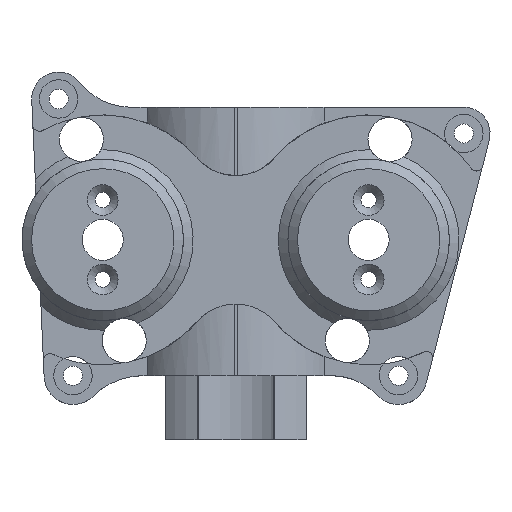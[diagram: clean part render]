
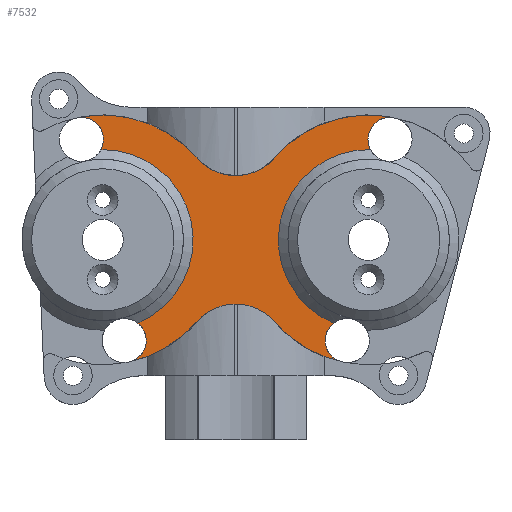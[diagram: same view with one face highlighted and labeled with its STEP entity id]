
A CAD part, top view. The second image highlights one B-rep face of the part: STEP entity #7532.
In plain terms, the highlighted planar face has unit normal (0, 0, 1).
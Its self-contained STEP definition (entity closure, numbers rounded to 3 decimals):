
#889=PLANE('',#7892);
#1270=FACE_OUTER_BOUND('',#1710,.T.);
#1710=EDGE_LOOP('',(#6938,#6939,#6940,#6941,#6942,#6943,#6944,#6945,#6946,
#6947,#6948,#6949,#6950,#6951));
#2839=CIRCLE('',#7737,14.1);
#2840=CIRCLE('',#7739,14.1);
#2847=CIRCLE('',#7763,19.5);
#2853=CIRCLE('',#7770,8.);
#2856=CIRCLE('',#7774,19.5);
#2863=CIRCLE('',#7784,19.5);
#2865=CIRCLE('',#7787,8.);
#2867=CIRCLE('',#7790,19.5);
#2910=CIRCLE('',#7864,3.45);
#2914=CIRCLE('',#7872,3.45);
#2916=CIRCLE('',#7874,3.45);
#2918=CIRCLE('',#7877,3.45);
#2922=CIRCLE('',#7885,3.45);
#2924=CIRCLE('',#7887,3.45);
#3491=VERTEX_POINT('',#14035);
#3492=VERTEX_POINT('',#14044);
#3493=VERTEX_POINT('',#14055);
#3494=VERTEX_POINT('',#14064);
#3539=VERTEX_POINT('',#14655);
#3540=VERTEX_POINT('',#14657);
#3551=VERTEX_POINT('',#14691);
#3556=VERTEX_POINT('',#14712);
#3598=VERTEX_POINT('',#15251);
#3599=VERTEX_POINT('',#15253);
#3601=VERTEX_POINT('',#15259);
#3603=VERTEX_POINT('',#15265);
#3681=VERTEX_POINT('',#15658);
#3685=VERTEX_POINT('',#15679);
#4498=EDGE_CURVE('',#3491,#3492,#2839,.T.);
#4501=EDGE_CURVE('',#3493,#3494,#2840,.T.);
#4575=EDGE_CURVE('',#3540,#3539,#2847,.T.);
#4589=EDGE_CURVE('',#3539,#3551,#2853,.T.);
#4595=EDGE_CURVE('',#3551,#3556,#2856,.T.);
#4654=EDGE_CURVE('',#3599,#3598,#2863,.T.);
#4658=EDGE_CURVE('',#3598,#3601,#2865,.T.);
#4661=EDGE_CURVE('',#3601,#3603,#2867,.T.);
#4778=EDGE_CURVE('',#3493,#3599,#2910,.T.);
#4785=EDGE_CURVE('',#3491,#3681,#2914,.T.);
#4787=EDGE_CURVE('',#3681,#3540,#2916,.T.);
#4790=EDGE_CURVE('',#3556,#3494,#2918,.T.);
#4797=EDGE_CURVE('',#3603,#3685,#2922,.T.);
#4799=EDGE_CURVE('',#3685,#3492,#2924,.T.);
#6938=ORIENTED_EDGE('',*,*,#4498,.F.);
#6939=ORIENTED_EDGE('',*,*,#4785,.T.);
#6940=ORIENTED_EDGE('',*,*,#4787,.T.);
#6941=ORIENTED_EDGE('',*,*,#4575,.T.);
#6942=ORIENTED_EDGE('',*,*,#4589,.T.);
#6943=ORIENTED_EDGE('',*,*,#4595,.T.);
#6944=ORIENTED_EDGE('',*,*,#4790,.T.);
#6945=ORIENTED_EDGE('',*,*,#4501,.F.);
#6946=ORIENTED_EDGE('',*,*,#4778,.T.);
#6947=ORIENTED_EDGE('',*,*,#4654,.T.);
#6948=ORIENTED_EDGE('',*,*,#4658,.T.);
#6949=ORIENTED_EDGE('',*,*,#4661,.T.);
#6950=ORIENTED_EDGE('',*,*,#4797,.T.);
#6951=ORIENTED_EDGE('',*,*,#4799,.T.);
#7532=ADVANCED_FACE('',(#1270),#889,.T.);
#7737=AXIS2_PLACEMENT_3D('',#14045,#8605,#8606);
#7739=AXIS2_PLACEMENT_3D('',#14065,#8609,#8610);
#7763=AXIS2_PLACEMENT_3D('',#14658,#8686,#8687);
#7770=AXIS2_PLACEMENT_3D('',#14693,#8707,#8708);
#7774=AXIS2_PLACEMENT_3D('',#14714,#8717,#8718);
#7784=AXIS2_PLACEMENT_3D('',#15254,#8758,#8759);
#7787=AXIS2_PLACEMENT_3D('',#15261,#8766,#8767);
#7790=AXIS2_PLACEMENT_3D('',#15267,#8773,#8774);
#7864=AXIS2_PLACEMENT_3D('',#15646,#8986,#8987);
#7872=AXIS2_PLACEMENT_3D('',#15660,#9005,#9006);
#7874=AXIS2_PLACEMENT_3D('',#15662,#9009,#9010);
#7877=AXIS2_PLACEMENT_3D('',#15667,#9016,#9017);
#7885=AXIS2_PLACEMENT_3D('',#15681,#9035,#9036);
#7887=AXIS2_PLACEMENT_3D('',#15683,#9039,#9040);
#7892=AXIS2_PLACEMENT_3D('',#15689,#9050,#9051);
#8605=DIRECTION('center_axis',(0.,0.,1.));
#8606=DIRECTION('ref_axis',(-1.,0.,0.));
#8609=DIRECTION('center_axis',(0.,0.,1.));
#8610=DIRECTION('ref_axis',(1.,0.,0.));
#8686=DIRECTION('center_axis',(0.,0.,1.));
#8687=DIRECTION('ref_axis',(1.,0.,0.));
#8707=DIRECTION('center_axis',(0.,0.,-1.));
#8708=DIRECTION('ref_axis',(-0.755,-0.656,0.));
#8717=DIRECTION('center_axis',(0.,0.,1.));
#8718=DIRECTION('ref_axis',(1.,0.,0.));
#8758=DIRECTION('center_axis',(0.,0.,1.));
#8759=DIRECTION('ref_axis',(1.,0.,0.));
#8766=DIRECTION('center_axis',(0.,0.,-1.));
#8767=DIRECTION('ref_axis',(0.755,0.656,0.));
#8773=DIRECTION('center_axis',(0.,0.,1.));
#8774=DIRECTION('ref_axis',(1.,0.,0.));
#8986=DIRECTION('center_axis',(0.,0.,-1.));
#8987=DIRECTION('ref_axis',(1.,0.,0.));
#9005=DIRECTION('center_axis',(0.,0.,-1.));
#9006=DIRECTION('ref_axis',(1.,0.,0.));
#9009=DIRECTION('center_axis',(0.,0.,-1.));
#9010=DIRECTION('ref_axis',(1.,0.,0.));
#9016=DIRECTION('center_axis',(0.,0.,-1.));
#9017=DIRECTION('ref_axis',(1.,0.,0.));
#9035=DIRECTION('center_axis',(0.,0.,-1.));
#9036=DIRECTION('ref_axis',(1.,0.,0.));
#9039=DIRECTION('center_axis',(0.,0.,-1.));
#9040=DIRECTION('ref_axis',(1.,0.,0.));
#9050=DIRECTION('center_axis',(0.,0.,1.));
#9051=DIRECTION('ref_axis',(1.,0.,0.));
#14035=CARTESIAN_POINT('',(21.032,14.097,4.));
#14044=CARTESIAN_POINT('',(15.273,-12.993,4.));
#14045=CARTESIAN_POINT('Origin',(20.75,0.,4.));
#14055=CARTESIAN_POINT('',(-15.273,-12.993,4.));
#14064=CARTESIAN_POINT('',(-21.032,14.097,4.));
#14065=CARTESIAN_POINT('Origin',(-20.75,0.,4.));
#14655=CARTESIAN_POINT('',(6.036,12.797,4.));
#14657=CARTESIAN_POINT('',(24.804,19.074,4.));
#14658=CARTESIAN_POINT('Origin',(20.75,0.,4.));
#14691=CARTESIAN_POINT('',(-6.036,12.797,4.));
#14693=CARTESIAN_POINT('Origin',(0.,18.047,
4.));
#14712=CARTESIAN_POINT('',(-24.804,19.074,4.));
#14714=CARTESIAN_POINT('Origin',(-20.75,0.,4.));
#15251=CARTESIAN_POINT('',(-6.036,-12.797,4.));
#15253=CARTESIAN_POINT('',(-16.696,-19.074,4.));
#15254=CARTESIAN_POINT('Origin',(-20.75,0.,4.));
#15259=CARTESIAN_POINT('',(6.036,-12.797,4.));
#15261=CARTESIAN_POINT('Origin',(0.,-18.047,
4.));
#15265=CARTESIAN_POINT('',(16.696,-19.074,4.));
#15267=CARTESIAN_POINT('Origin',(20.75,0.,4.));
#15646=CARTESIAN_POINT('Origin',(-17.413,-15.699,4.));
#15658=CARTESIAN_POINT('',(20.637,15.699,4.));
#15660=CARTESIAN_POINT('Origin',(24.087,15.699,4.));
#15662=CARTESIAN_POINT('Origin',(24.087,15.699,4.));
#15667=CARTESIAN_POINT('Origin',(-24.087,15.699,4.));
#15679=CARTESIAN_POINT('',(13.963,-15.699,4.));
#15681=CARTESIAN_POINT('Origin',(17.413,-15.699,4.));
#15683=CARTESIAN_POINT('Origin',(17.413,-15.699,4.));
#15689=CARTESIAN_POINT('Origin',(-24.087,15.699,4.));
